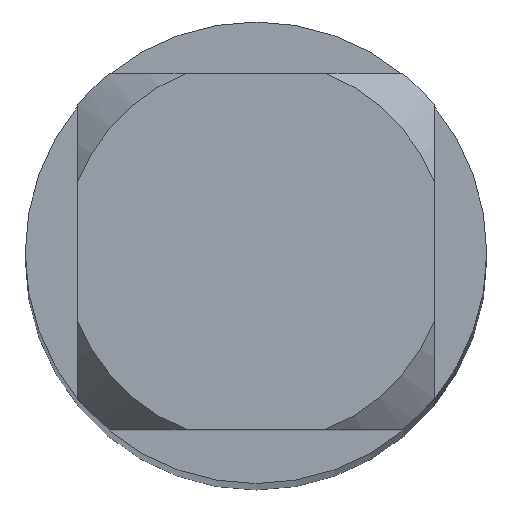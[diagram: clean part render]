
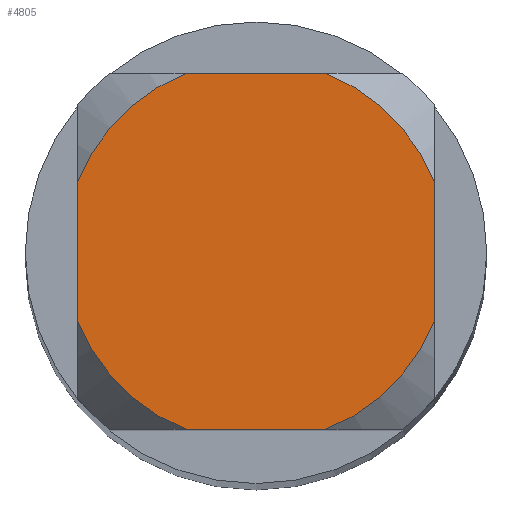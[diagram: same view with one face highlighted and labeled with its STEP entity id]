
A CAD part, top view. The second image highlights one B-rep face of the part: STEP entity #4805.
In plain terms, the highlighted planar face has unit normal (0, 0, 1).
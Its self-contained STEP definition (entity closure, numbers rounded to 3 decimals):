
#2359=EDGE_CURVE('',#4091,#3851,#6174,.T.);
#2709=EDGE_CURVE('',#5325,#5515,#6553,.T.);
#2837=VERTEX_POINT('',#6691);
#2861=EDGE_CURVE('',#5325,#3137,#6718,.T.);
#2919=VERTEX_POINT('',#6777);
#3137=VERTEX_POINT('',#7017);
#3271=VERTEX_POINT('',#7160);
#3755=EDGE_CURVE('',#2837,#3271,#7684,.T.);
#3851=VERTEX_POINT('',#7784);
#4091=VERTEX_POINT('',#8046);
#4661=EDGE_CURVE('',#2919,#3271,#8669,.T.);
#4805=ADVANCED_FACE('',(#8838),#8839,.T.);
#4847=EDGE_CURVE('',#4091,#3137,#8886,.T.);
#5325=VERTEX_POINT('',#9406);
#5401=EDGE_CURVE('',#2837,#3851,#9490,.T.);
#5463=EDGE_CURVE('',#2919,#5515,#9558,.T.);
#5515=VERTEX_POINT('',#9617);
#6174=LINE('',#10667,#10668);
#6553=CIRCLE('',#11311,1.45);
#6691=CARTESIAN_POINT('',(-1.35,0.529,0.0));
#6718=LINE('',#11624,#11625);
#6777=CARTESIAN_POINT('',(-0.529,-1.35,0.0));
#7017=CARTESIAN_POINT('',(1.35,0.529,0.0));
#7160=CARTESIAN_POINT('',(-1.35,-0.529,0.0));
#7684=LINE('',#13256,#13257);
#7784=CARTESIAN_POINT('',(-0.529,1.35,0.0));
#8046=CARTESIAN_POINT('',(0.529,1.35,0.0));
#8669=CIRCLE('',#14981,1.45);
#8838=FACE_OUTER_BOUND('',#15244,.T.);
#8839=PLANE('',#15245);
#8886=CIRCLE('',#15312,1.45);
#9406=CARTESIAN_POINT('',(1.35,-0.529,0.0));
#9490=CIRCLE('',#16278,1.45);
#9558=LINE('',#16380,#16381);
#9617=CARTESIAN_POINT('',(0.529,-1.35,0.0));
#10667=CARTESIAN_POINT('',(0.0,1.35,0.0));
#10668=VECTOR('',#17252,1.0);
#11311=AXIS2_PLACEMENT_3D('',#17658,#17659,#17660);
#11624=CARTESIAN_POINT('',(1.35,0.363,0.0));
#11625=VECTOR('',#17825,1.0);
#13256=CARTESIAN_POINT('',(-1.35,0.363,0.0));
#13257=VECTOR('',#18802,1.0);
#14981=AXIS2_PLACEMENT_3D('',#20173,#20174,#20175);
#15244=EDGE_LOOP('',(#20424,#20425,#20426,#20427,#20428,#20429,#20430,#20431));
#15245=AXIS2_PLACEMENT_3D('',#20432,#20433,#20434);
#15312=AXIS2_PLACEMENT_3D('',#20495,#20496,#20497);
#16278=AXIS2_PLACEMENT_3D('',#21153,#21154,#21155);
#16380=CARTESIAN_POINT('',(0.0,-1.35,0.0));
#16381=VECTOR('',#21227,1.0);
#17252=DIRECTION('',(-1.0,0.0,0.0));
#17658=CARTESIAN_POINT('',(0.0,0.0,0.0));
#17659=DIRECTION('',(0.0,0.0,-1.0));
#17660=DIRECTION('',(0.0,1.0,0.0));
#17825=DIRECTION('',(-0.0,1.0,0.0));
#18802=DIRECTION('',(-0.0,-1.0,0.0));
#20173=CARTESIAN_POINT('',(0.0,0.0,0.0));
#20174=DIRECTION('',(0.0,0.0,-1.0));
#20175=DIRECTION('',(0.0,1.0,0.0));
#20424=ORIENTED_EDGE('',*,*,#3755,.T.);
#20425=ORIENTED_EDGE('',*,*,#4661,.F.);
#20426=ORIENTED_EDGE('',*,*,#5463,.T.);
#20427=ORIENTED_EDGE('',*,*,#2709,.F.);
#20428=ORIENTED_EDGE('',*,*,#2861,.T.);
#20429=ORIENTED_EDGE('',*,*,#4847,.F.);
#20430=ORIENTED_EDGE('',*,*,#2359,.T.);
#20431=ORIENTED_EDGE('',*,*,#5401,.F.);
#20432=CARTESIAN_POINT('',(0.0,0.725,0.0));
#20433=DIRECTION('',(-0.0,0.0,1.0));
#20434=DIRECTION('',(0.0,-1.0,0.0));
#20495=CARTESIAN_POINT('',(0.0,0.0,0.0));
#20496=DIRECTION('',(0.0,0.0,-1.0));
#20497=DIRECTION('',(0.0,1.0,0.0));
#21153=CARTESIAN_POINT('',(0.0,0.0,0.0));
#21154=DIRECTION('',(0.0,0.0,-1.0));
#21155=DIRECTION('',(0.0,1.0,0.0));
#21227=DIRECTION('',(1.0,0.0,0.0));
